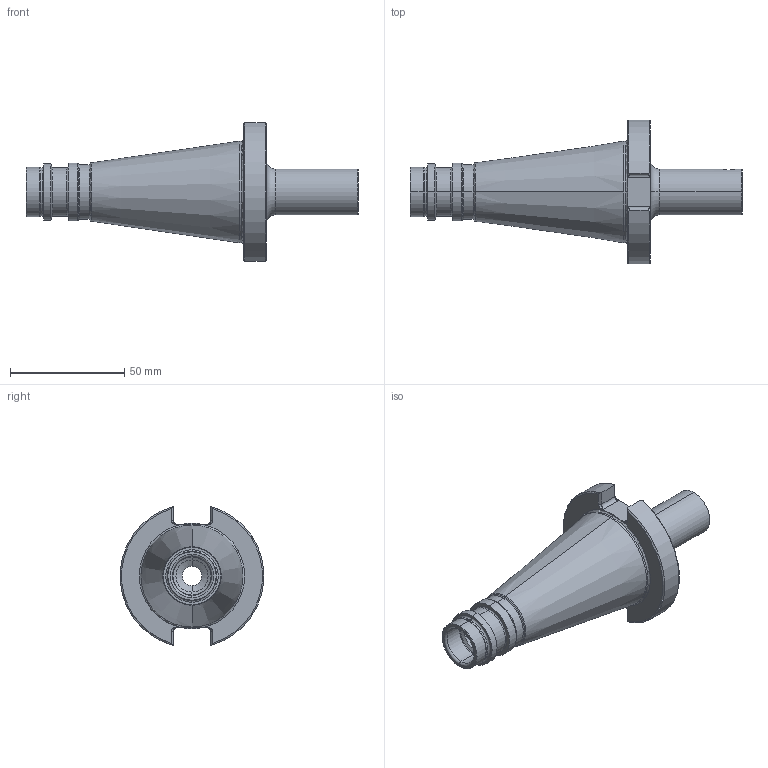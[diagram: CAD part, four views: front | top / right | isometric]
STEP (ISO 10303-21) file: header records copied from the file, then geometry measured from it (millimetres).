
FILE_DESCRIPTION (( 'STEP AP203' ), '1' );
FILE_NAME ('102.400.202.STEP', '2018-03-09T15:25:02', ( 'SWIAdmin' ), ( 'Hewlett-Packard Company' ), 'SwSTEP 2.0', 'SolidWorks 2017', '' );
FILE_SCHEMA (( 'CONFIG_CONTROL_DESIGN' ));
Length unit declared in the file: millimetre
Products named in the file (1): 102.400.202
Bounding box: 145 x 62.56 x 60.7 mm (x, y, z)
Volume: 102653.9 mm3; surface area: 23948.7 mm2
Topology: 1 solids, 1 shells, 141 faces, 329 edges, 195 vertices
Faces by surface type: cylinder 53, torus 34, plane 31, cone 23
Entity records: 4263 total; most frequent: CARTESIAN_POINT 982, DIRECTION 714, ORIENTED_EDGE 658, EDGE_CURVE 329, AXIS2_PLACEMENT_3D 297, VERTEX_POINT 195, CIRCLE 155, EDGE_LOOP 150
